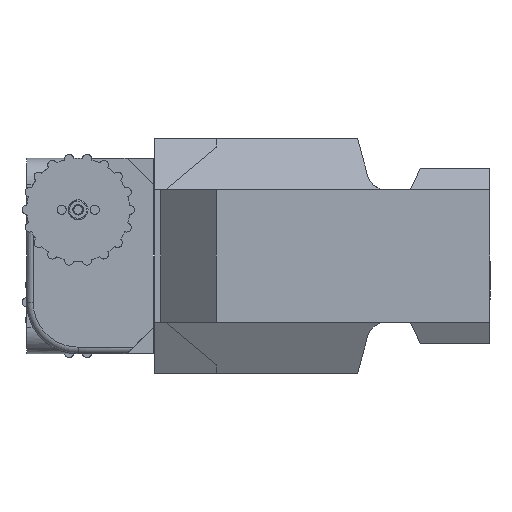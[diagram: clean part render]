
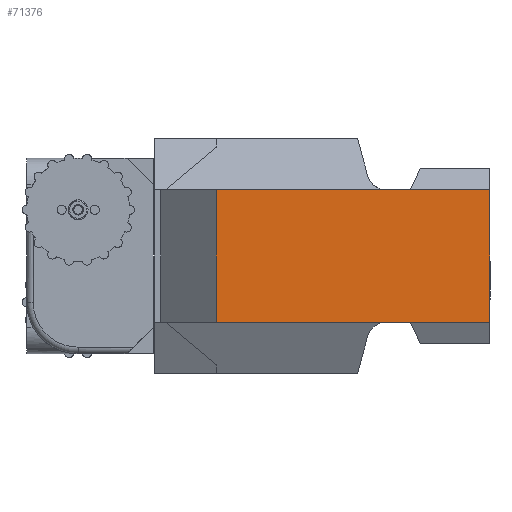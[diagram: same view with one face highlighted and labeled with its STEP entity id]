
A CAD part, left-side view. The second image highlights one B-rep face of the part: STEP entity #71376.
In plain terms, the highlighted planar face has unit normal (-1, 0, 0).
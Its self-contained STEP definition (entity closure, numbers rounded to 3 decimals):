
#4534 = EDGE_CURVE ( 'NONE', #125919, #119604, #135365, .T. ) ;
#6656 = DIRECTION ( 'NONE',  ( 0., 0., 1. ) ) ;
#11179 = DIRECTION ( 'NONE',  ( -1., 0., 0. ) ) ;
#15714 = EDGE_LOOP ( 'NONE', ( #96382, #104525, #168000, #132209 ) ) ;
#30145 = VERTEX_POINT ( 'NONE', #107658 ) ;
#37630 = CARTESIAN_POINT ( 'NONE',  ( -162.5, 0., -50. ) ) ;
#42158 = CARTESIAN_POINT ( 'NONE',  ( -162.5, 0., -50. ) ) ;
#53841 = DIRECTION ( 'NONE',  ( 0., -1., 0. ) ) ;
#55393 = VECTOR ( 'NONE', #69780, 1000. ) ;
#56642 = VECTOR ( 'NONE', #82689, 1000. ) ;
#59897 = LINE ( 'NONE', #97346, #55393 ) ;
#61162 = LINE ( 'NONE', #96151, #56642 ) ;
#61995 = LINE ( 'NONE', #112714, #136642 ) ;
#69780 = DIRECTION ( 'NONE',  ( 0., -1., 0. ) ) ;
#71376 = ADVANCED_FACE ( 'NONE', ( #173122 ), #179465, .T. ) ;
#76838 = CARTESIAN_POINT ( 'NONE',  ( -162.5, 207., -50. ) ) ;
#82689 = DIRECTION ( 'NONE',  ( 0., 0., 1. ) ) ;
#96151 = CARTESIAN_POINT ( 'NONE',  ( -162.5, 0., -50. ) ) ;
#96382 = ORIENTED_EDGE ( 'NONE', *, *, #113846, .T. ) ;
#97346 = CARTESIAN_POINT ( 'NONE',  ( -162.5, 0., 50. ) ) ;
#100718 = VERTEX_POINT ( 'NONE', #42158 ) ;
#104525 = ORIENTED_EDGE ( 'NONE', *, *, #143507, .F. ) ;
#107658 = CARTESIAN_POINT ( 'NONE',  ( -162.5, 0., 50. ) ) ;
#109532 = DIRECTION ( 'NONE',  ( 0., 0., 1. ) ) ;
#111686 = EDGE_CURVE ( 'NONE', #125919, #100718, #61995, .T. ) ;
#112714 = CARTESIAN_POINT ( 'NONE',  ( -162.5, 0., -50. ) ) ;
#113846 = EDGE_CURVE ( 'NONE', #100718, #30145, #61162, .T. ) ;
#118287 = CARTESIAN_POINT ( 'NONE',  ( -162.5, 207., 50. ) ) ;
#119604 = VERTEX_POINT ( 'NONE', #118287 ) ;
#125919 = VERTEX_POINT ( 'NONE', #151702 ) ;
#130960 = VECTOR ( 'NONE', #6656, 1000. ) ;
#132209 = ORIENTED_EDGE ( 'NONE', *, *, #111686, .T. ) ;
#133441 = AXIS2_PLACEMENT_3D ( 'NONE', #37630, #11179, #109532 ) ;
#135365 = LINE ( 'NONE', #76838, #130960 ) ;
#136642 = VECTOR ( 'NONE', #53841, 1000. ) ;
#143507 = EDGE_CURVE ( 'NONE', #119604, #30145, #59897, .T. ) ;
#151702 = CARTESIAN_POINT ( 'NONE',  ( -162.5, 207., -50. ) ) ;
#168000 = ORIENTED_EDGE ( 'NONE', *, *, #4534, .F. ) ;
#173122 = FACE_OUTER_BOUND ( 'NONE', #15714, .T. ) ;
#179465 = PLANE ( 'NONE',  #133441 ) ;
